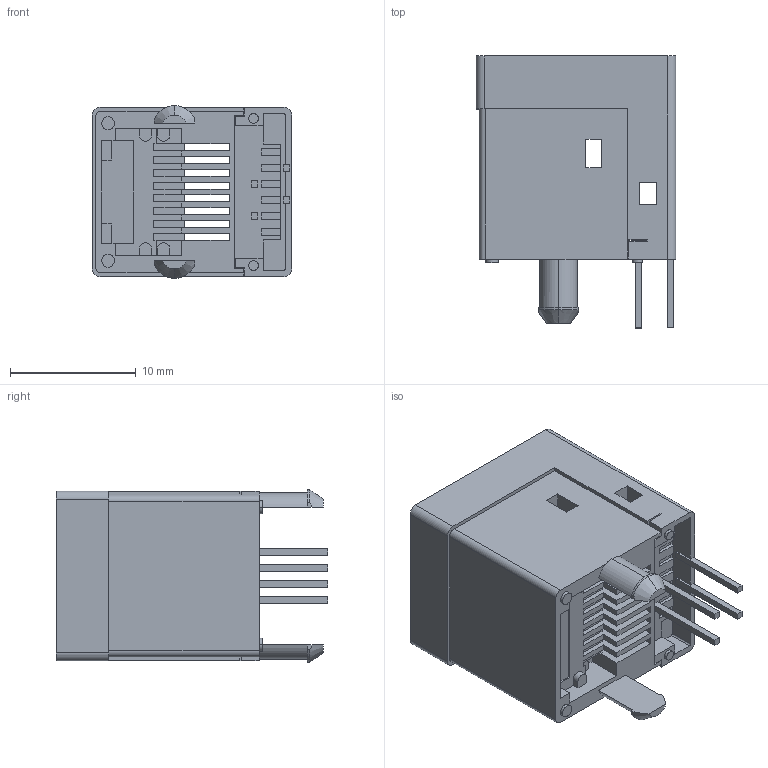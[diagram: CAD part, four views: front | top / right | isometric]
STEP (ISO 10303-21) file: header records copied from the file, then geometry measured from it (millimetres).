
FILE_DESCRIPTION(('STEP AP214'),'1');
FILE_NAME('70191080.stp','2018-08-03T19:54:40',('TraceParts'),('TraceParts S.A.'),'Spatial InterOp 3D',' ',' ');
FILE_SCHEMA(('automotive_design'));
Length unit declared in the file: millimetre
Products named in the file (2): 70191080_1; 1
Bounding box: 15.88 x 21.59 x 13.72 mm (x, y, z)
Volume: 2128.4 mm3; surface area: 2520 mm2
Topology: 1 solids, 1 shells, 262 faces, 802 edges, 552 vertices
Faces by surface type: plane 230, cylinder 28, cone 4
Entity records: 8907 total; most frequent: CARTESIAN_POINT 1618, ORIENTED_EDGE 1568, DIRECTION 1398, EDGE_CURVE 784, LINE 718, VECTOR 718, VERTEX_POINT 516, AXIS2_PLACEMENT_3D 340
